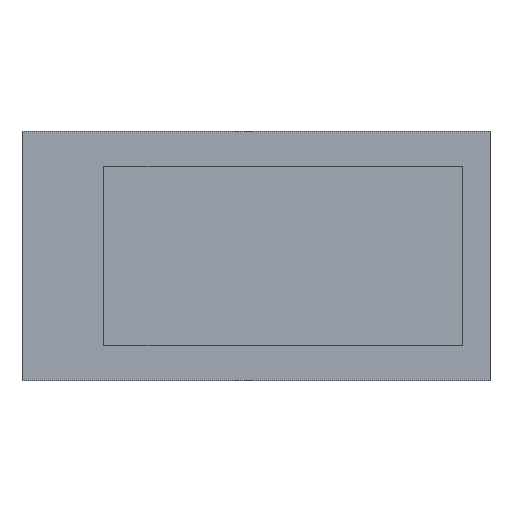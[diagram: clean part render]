
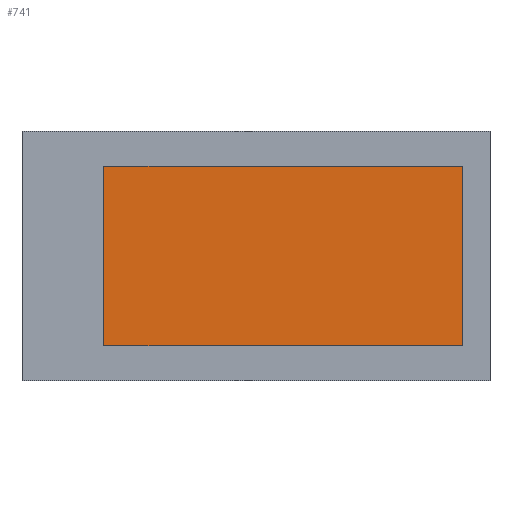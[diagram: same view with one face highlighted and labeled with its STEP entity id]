
A CAD part, top view. The second image highlights one B-rep face of the part: STEP entity #741.
In plain terms, the highlighted free-form (B-spline) face has degree [1, 1] with [2, 2] control points.
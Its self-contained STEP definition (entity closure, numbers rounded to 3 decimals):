
#7 = B_SPLINE_CURVE_WITH_KNOTS ( 'NONE', 1,
 ( #613, #1254 ),
 .UNSPECIFIED., .F., .F.,
 ( 2, 2 ),
 ( 0., 1. ),
 .UNSPECIFIED. ) ;
#68 = EDGE_CURVE ( 'NONE', #697, #529, #824, .T. ) ;
#107 = EDGE_LOOP ( 'NONE', ( #1243, #1118, #1028, #292 ) ) ;
#240 = CARTESIAN_POINT ( 'NONE',  ( 1.15, -0.575, 0. ) ) ;
#256 = CARTESIAN_POINT ( 'NONE',  ( -1.15, 0.575, 0. ) ) ;
#292 = ORIENTED_EDGE ( 'NONE', *, *, #557, .F. ) ;
#311 = VERTEX_POINT ( 'NONE', #911 ) ;
#322 = CARTESIAN_POINT ( 'NONE',  ( -1.15, -0.575, 0. ) ) ;
#332 = CARTESIAN_POINT ( 'NONE',  ( 1.15, -0.575, 0. ) ) ;
#353 = EDGE_CURVE ( 'NONE', #1130, #697, #761, .T. ) ;
#394 = B_SPLINE_CURVE_WITH_KNOTS ( 'NONE', 1,
 ( #1264, #332 ),
 .UNSPECIFIED., .F., .F.,
 ( 2, 2 ),
 ( 0., 1. ),
 .UNSPECIFIED. ) ;
#439 = CARTESIAN_POINT ( 'NONE',  ( -1.15, 0.575, 0. ) ) ;
#453 = CARTESIAN_POINT ( 'NONE',  ( -1.15, -0.575, 0. ) ) ;
#529 = VERTEX_POINT ( 'NONE', #439 ) ;
#557 = EDGE_CURVE ( 'NONE', #311, #1130, #394, .T. ) ;
#583 = EDGE_CURVE ( 'NONE', #311, #529, #7, .T. ) ;
#613 = CARTESIAN_POINT ( 'NONE',  ( 1.15, 0.575, 0. ) ) ;
#684 = B_SPLINE_SURFACE_WITH_KNOTS ( 'NONE', 1, 1, ( 
 ( #1199, #1101 ),
 ( #753, #256 ) ),
 .UNSPECIFIED., .F., .F., .F.,
 ( 2, 2 ),
 ( 2, 2 ),
 ( 0., 1. ),
 ( 0., 1. ),
 .UNSPECIFIED. ) ;
#697 = VERTEX_POINT ( 'NONE', #322 ) ;
#741 = ADVANCED_FACE ( 'NONE', ( #1078 ), #684, .T. ) ;
#753 = CARTESIAN_POINT ( 'NONE',  ( 1.15, 0.575, 0. ) ) ;
#761 = B_SPLINE_CURVE_WITH_KNOTS ( 'NONE', 1,
 ( #1020, #1335 ),
 .UNSPECIFIED., .F., .F.,
 ( 2, 2 ),
 ( 0., 1. ),
 .UNSPECIFIED. ) ;
#824 = B_SPLINE_CURVE_WITH_KNOTS ( 'NONE', 1,
 ( #453, #1178 ),
 .UNSPECIFIED., .F., .F.,
 ( 2, 2 ),
 ( 0., 1. ),
 .UNSPECIFIED. ) ;
#911 = CARTESIAN_POINT ( 'NONE',  ( 1.15, 0.575, 0. ) ) ;
#1020 = CARTESIAN_POINT ( 'NONE',  ( 1.15, -0.575, 0. ) ) ;
#1028 = ORIENTED_EDGE ( 'NONE', *, *, #353, .F. ) ;
#1078 = FACE_OUTER_BOUND ( 'NONE', #107, .T. ) ;
#1101 = CARTESIAN_POINT ( 'NONE',  ( -1.15, -0.575, 0. ) ) ;
#1118 = ORIENTED_EDGE ( 'NONE', *, *, #68, .F. ) ;
#1130 = VERTEX_POINT ( 'NONE', #240 ) ;
#1178 = CARTESIAN_POINT ( 'NONE',  ( -1.15, 0.575, 0. ) ) ;
#1199 = CARTESIAN_POINT ( 'NONE',  ( 1.15, -0.575, 0. ) ) ;
#1243 = ORIENTED_EDGE ( 'NONE', *, *, #583, .T. ) ;
#1254 = CARTESIAN_POINT ( 'NONE',  ( -1.15, 0.575, 0. ) ) ;
#1264 = CARTESIAN_POINT ( 'NONE',  ( 1.15, 0.575, 0. ) ) ;
#1335 = CARTESIAN_POINT ( 'NONE',  ( -1.15, -0.575, 0. ) ) ;
